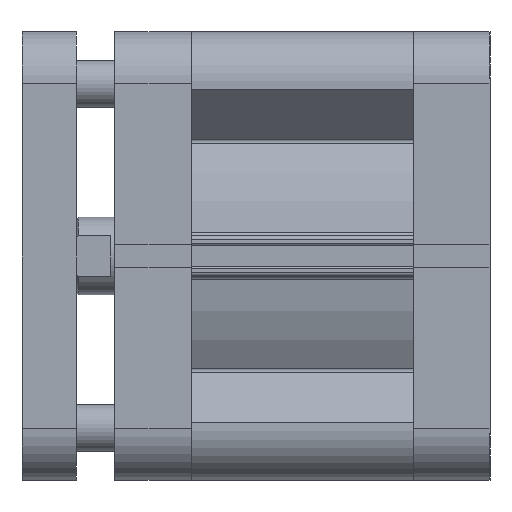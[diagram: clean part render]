
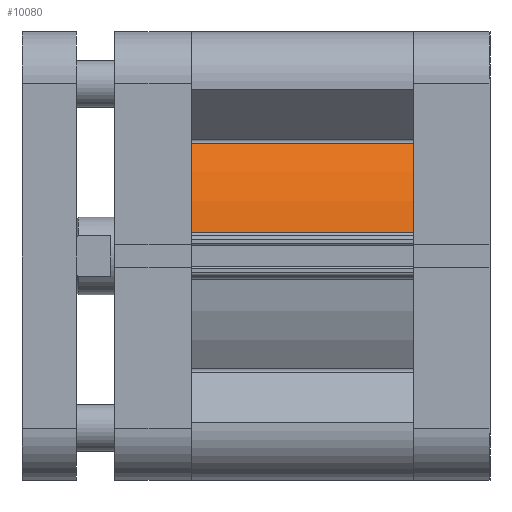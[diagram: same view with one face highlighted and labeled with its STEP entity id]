
A CAD part, front view. The second image highlights one B-rep face of the part: STEP entity #10080.
In plain terms, the highlighted cylindrical face has radius 53.5 mm (diameter 107 mm), a partial arc.
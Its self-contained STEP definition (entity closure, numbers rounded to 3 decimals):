
#2333 = LINE ( 'NONE', #3049, #2339 ) ;
#2339 = VECTOR ( 'NONE', #3050, 1000. ) ;
#2356 = CIRCLE ( 'NONE', #6390, 53.5 ) ;
#2386 = CIRCLE ( 'NONE', #6396, 53.5 ) ;
#2395 = LINE ( 'NONE', #3147, #2403 ) ;
#2403 = VECTOR ( 'NONE', #3148, 1000. ) ;
#3048 = CARTESIAN_POINT ( 'NONE',  ( 0., 0., 0. ) ) ;
#3049 = CARTESIAN_POINT ( 'NONE',  ( 6.135, -53.147, 57.5 ) ) ;
#3050 = DIRECTION ( 'NONE',  ( 0., 0., -1. ) ) ;
#3067 = DIRECTION ( 'NONE',  ( 0., 0., 1. ) ) ;
#3068 = DIRECTION ( 'NONE',  ( 1., 0., 0. ) ) ;
#3109 = CARTESIAN_POINT ( 'NONE',  ( 0., 0., 57.5 ) ) ;
#3110 = DIRECTION ( 'NONE',  ( 0., 0., 1. ) ) ;
#3111 = DIRECTION ( 'NONE',  ( 1., 0., 0. ) ) ;
#3147 = CARTESIAN_POINT ( 'NONE',  ( 28.996, -44.961, 57.5 ) ) ;
#3148 = DIRECTION ( 'NONE',  ( 0., 0., 1. ) ) ;
#4500 = VERTEX_POINT ( 'NONE', #5109 ) ;
#4573 = VERTEX_POINT ( 'NONE', #5189 ) ;
#4596 = VERTEX_POINT ( 'NONE', #5216 ) ;
#4702 = VERTEX_POINT ( 'NONE', #5330 ) ;
#5109 = CARTESIAN_POINT ( 'NONE',  ( 28.996, -44.961, 57.5 ) ) ;
#5189 = CARTESIAN_POINT ( 'NONE',  ( 6.135, -53.147, 57.5 ) ) ;
#5216 = CARTESIAN_POINT ( 'NONE',  ( 6.135, -53.147, 0. ) ) ;
#5330 = CARTESIAN_POINT ( 'NONE',  ( 28.996, -44.961, 0. ) ) ;
#6390 = AXIS2_PLACEMENT_3D ( 'NONE', #3048, #3067, #3068 ) ;
#6396 = AXIS2_PLACEMENT_3D ( 'NONE', #3109, #3110, #3111 ) ;
#6765 = AXIS2_PLACEMENT_3D ( 'NONE', #9208, #9207, #9206 ) ;
#7652 = EDGE_CURVE ( 'NONE', #4573, #4596, #2333, .T. ) ;
#7659 = EDGE_CURVE ( 'NONE', #4596, #4702, #2356, .T. ) ;
#7678 = EDGE_CURVE ( 'NONE', #4573, #4500, #2386, .T. ) ;
#7692 = EDGE_CURVE ( 'NONE', #4702, #4500, #2395, .T. ) ;
#8017 = EDGE_LOOP ( 'NONE', ( #10843, #10842, #10841, #10840 ) ) ;
#8361 = FACE_OUTER_BOUND ( 'NONE', #8017, .T. ) ;
#8364 = CYLINDRICAL_SURFACE ( 'NONE', #6765, 53.5 ) ;
#9206 = DIRECTION ( 'NONE',  ( -1., 0., 0. ) ) ;
#9207 = DIRECTION ( 'NONE',  ( 0., 0., -1. ) ) ;
#9208 = CARTESIAN_POINT ( 'NONE',  ( 0., 0., 57.5 ) ) ;
#10080 = ADVANCED_FACE ( 'NONE', ( #8361 ), #8364, .T. ) ;
#10840 = ORIENTED_EDGE ( 'NONE', *, *, #7652, .T. ) ;
#10841 = ORIENTED_EDGE ( 'NONE', *, *, #7678, .F. ) ;
#10842 = ORIENTED_EDGE ( 'NONE', *, *, #7692, .T. ) ;
#10843 = ORIENTED_EDGE ( 'NONE', *, *, #7659, .T. ) ;
